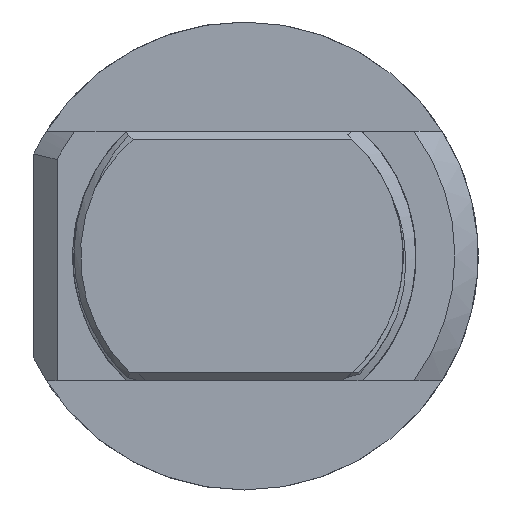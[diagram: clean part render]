
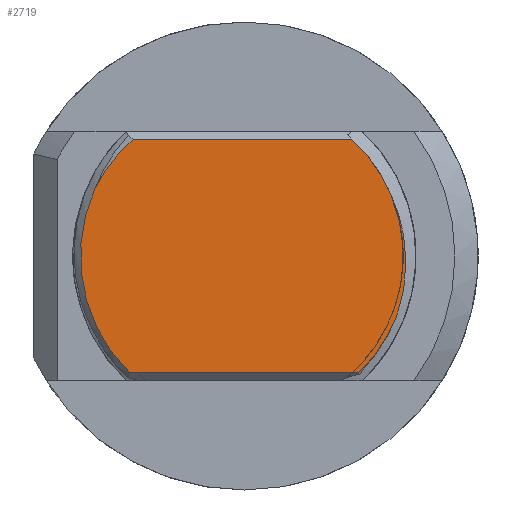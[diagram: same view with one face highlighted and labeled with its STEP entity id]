
A CAD part, left-side view. The second image highlights one B-rep face of the part: STEP entity #2719.
In plain terms, the highlighted planar face has unit normal (-1, 0, 0).
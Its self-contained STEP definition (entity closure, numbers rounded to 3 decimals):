
#236 = CARTESIAN_POINT ( 'NONE',  ( -43., -9.904, 2.689 ) ) ;
#385 = CARTESIAN_POINT ( 'NONE',  ( -43., 7.118, 7.5 ) ) ;
#560 = CARTESIAN_POINT ( 'NONE',  ( -43., -9.413, 3.899 ) ) ;
#1186 = ORIENTED_EDGE ( 'NONE', *, *, #4054, .T. ) ;
#1742 = CARTESIAN_POINT ( 'NONE',  ( -43., 7.348, -7.5 ) ) ;
#2315 = EDGE_CURVE ( 'NONE', #7998, #23966, #49908, .T. ) ;
#2526 = CARTESIAN_POINT ( 'NONE',  ( -43., 0., 0. ) ) ;
#2719 = ADVANCED_FACE ( 'NONE', ( #61278 ), #45951, .T. ) ;
#2808 = CARTESIAN_POINT ( 'NONE',  ( -43., -9.413, 3.899 ) ) ;
#4054 = EDGE_CURVE ( 'NONE', #36035, #62362, #23777, .T. ) ;
#4295 = ORIENTED_EDGE ( 'NONE', *, *, #57882, .T. ) ;
#4486 = CARTESIAN_POINT ( 'NONE',  ( -43., 7.55, 7.5 ) ) ;
#4551 = CARTESIAN_POINT ( 'NONE',  ( -43., -8.754, 5.224 ) ) ;
#5455 = CARTESIAN_POINT ( 'NONE',  ( -43., -10.138, 1.743 ) ) ;
#6201 = B_SPLINE_CURVE_WITH_KNOTS ( 'NONE', 3,
 ( #39986, #61191, #11278, #59908, #26250, #30207 ),
 .UNSPECIFIED., .F., .F.,
 ( 4, 2, 4 ),
 ( 0., 0.002, 0.004 ),
 .UNSPECIFIED. ) ;
#6222 = CARTESIAN_POINT ( 'NONE',  ( -43., -7.348, -7.5 ) ) ;
#7153 = VERTEX_POINT ( 'NONE', #385 ) ;
#7746 = DIRECTION ( 'NONE',  ( 0., 0., 1. ) ) ;
#7998 = VERTEX_POINT ( 'NONE', #1742 ) ;
#8333 = EDGE_CURVE ( 'NONE', #31348, #36035, #63319, .T. ) ;
#9080 = DIRECTION ( 'NONE',  ( 0., 1., 0. ) ) ;
#9167 = ORIENTED_EDGE ( 'NONE', *, *, #2315, .T. ) ;
#10269 = ORIENTED_EDGE ( 'NONE', *, *, #8333, .T. ) ;
#10373 = CARTESIAN_POINT ( 'NONE',  ( -43., -10.329, 0.448 ) ) ;
#10436 = CARTESIAN_POINT ( 'NONE',  ( -43., -9.271, 4.242 ) ) ;
#11226 = AXIS2_PLACEMENT_3D ( 'NONE', #23728, #42676, #47235 ) ;
#11278 = CARTESIAN_POINT ( 'NONE',  ( -43., 8.091, 6.557 ) ) ;
#14205 = EDGE_CURVE ( 'NONE', #23966, #31348, #22296, .T. ) ;
#15295 = DIRECTION ( 'NONE',  ( -1., 0., 0. ) ) ;
#15306 = CARTESIAN_POINT ( 'NONE',  ( -43., -7.914, 6.427 ) ) ;
#15886 = CARTESIAN_POINT ( 'NONE',  ( -43., -9.921, -3.415 ) ) ;
#16883 = DIRECTION ( 'NONE',  ( -1., 0., 0. ) ) ;
#17791 = ORIENTED_EDGE ( 'NONE', *, *, #14205, .T. ) ;
#19201 = AXIS2_PLACEMENT_3D ( 'NONE', #2526, #16883, #7746 ) ;
#19825 = CARTESIAN_POINT ( 'NONE',  ( -43., -9.689, 3.303 ) ) ;
#20194 = CARTESIAN_POINT ( 'NONE',  ( -43., -7.428, 6.982 ) ) ;
#20368 = CARTESIAN_POINT ( 'NONE',  ( -43., -9.818, -3.722 ) ) ;
#20914 = ORIENTED_EDGE ( 'NONE', *, *, #21877, .T. ) ;
#21877 = EDGE_CURVE ( 'NONE', #7153, #23913, #6201, .T. ) ;
#22296 = CIRCLE ( 'NONE', #19201, 10.5 ) ;
#23728 = CARTESIAN_POINT ( 'NONE',  ( -43., 0., 0. ) ) ;
#23777 = B_SPLINE_CURVE_WITH_KNOTS ( 'NONE', 3,
 ( #34881, #10436, #55436, #4551, #29660, #15306, #20194, #29989, #45325 ),
 .UNSPECIFIED., .F., .F.,
 ( 4, 2, 1, 2, 4 ),
 ( 0., 0.001, 0.002, 0.003, 0.004 ),
 .UNSPECIFIED. ) ;
#23913 = VERTEX_POINT ( 'NONE', #44769 ) ;
#23966 = VERTEX_POINT ( 'NONE', #6222 ) ;
#26250 = CARTESIAN_POINT ( 'NONE',  ( -43., 9.275, 4.91 ) ) ;
#28698 = CARTESIAN_POINT ( 'NONE',  ( -43., -7.55, -7.5 ) ) ;
#29285 = LINE ( 'NONE', #4486, #31763 ) ;
#29650 = DIRECTION ( 'NONE',  ( 0., -1., 0. ) ) ;
#29660 = CARTESIAN_POINT ( 'NONE',  ( -43., -8.366, 5.849 ) ) ;
#29989 = CARTESIAN_POINT ( 'NONE',  ( -43., -7.169, 7.249 ) ) ;
#30207 = CARTESIAN_POINT ( 'NONE',  ( -43., 9.574, 4.31 ) ) ;
#30606 = DIRECTION ( 'NONE',  ( 0., 0., 1. ) ) ;
#31348 = VERTEX_POINT ( 'NONE', #20368 ) ;
#31763 = VECTOR ( 'NONE', #9080, 1000. ) ;
#32052 = CIRCLE ( 'NONE', #11226, 10.5 ) ;
#34881 = CARTESIAN_POINT ( 'NONE',  ( -43., -9.413, 3.899 ) ) ;
#35469 = CARTESIAN_POINT ( 'NONE',  ( -43., -9.818, -3.722 ) ) ;
#36035 = VERTEX_POINT ( 'NONE', #2808 ) ;
#39718 = CARTESIAN_POINT ( 'NONE',  ( -43., -10.349, -1.174 ) ) ;
#39808 = EDGE_CURVE ( 'NONE', #62362, #7153, #29285, .T. ) ;
#39986 = CARTESIAN_POINT ( 'NONE',  ( -43., 7.118, 7.5 ) ) ;
#41671 = CARTESIAN_POINT ( 'NONE',  ( -43., -6.895, 7.5 ) ) ;
#42676 = DIRECTION ( 'NONE',  ( -1., 0., 0. ) ) ;
#43341 = AXIS2_PLACEMENT_3D ( 'NONE', #50220, #15295, #30606 ) ;
#44769 = CARTESIAN_POINT ( 'NONE',  ( -43., 9.574, 4.31 ) ) ;
#44951 = CARTESIAN_POINT ( 'NONE',  ( -43., -10.009, -3.101 ) ) ;
#45325 = CARTESIAN_POINT ( 'NONE',  ( -43., -6.895, 7.5 ) ) ;
#45535 = EDGE_LOOP ( 'NONE', ( #17791, #10269, #1186, #61655, #20914, #4295, #9167 ) ) ;
#45951 = PLANE ( 'NONE',  #43341 ) ;
#47235 = DIRECTION ( 'NONE',  ( 0., 0., 1. ) ) ;
#49908 = LINE ( 'NONE', #28698, #53869 ) ;
#50220 = CARTESIAN_POINT ( 'NONE',  ( -43., 11., 0. ) ) ;
#50491 = CARTESIAN_POINT ( 'NONE',  ( -43., -10.297, 0.775 ) ) ;
#53869 = VECTOR ( 'NONE', #29650, 1000. ) ;
#55378 = CARTESIAN_POINT ( 'NONE',  ( -43., -10.158, -2.463 ) ) ;
#55436 = CARTESIAN_POINT ( 'NONE',  ( -43., -9.11, 4.577 ) ) ;
#55692 = CARTESIAN_POINT ( 'NONE',  ( -43., -10.201, 1.423 ) ) ;
#57882 = EDGE_CURVE ( 'NONE', #23913, #7998, #32052, .T. ) ;
#59908 = CARTESIAN_POINT ( 'NONE',  ( -43., 8.919, 5.48 ) ) ;
#60603 = CARTESIAN_POINT ( 'NONE',  ( -43., -10.218, -2.14 ) ) ;
#61191 = CARTESIAN_POINT ( 'NONE',  ( -43., 7.629, 7.051 ) ) ;
#61278 = FACE_OUTER_BOUND ( 'NONE', #45535, .T. ) ;
#61655 = ORIENTED_EDGE ( 'NONE', *, *, #39808, .T. ) ;
#62362 = VERTEX_POINT ( 'NONE', #41671 ) ;
#63319 = B_SPLINE_CURVE_WITH_KNOTS ( 'NONE', 3,
 ( #35469, #15886, #44951, #55378, #60603, #39718, #64540, #10373, #50491, #55692, #5455, #236, #19825, #560 ),
 .UNSPECIFIED., .F., .F.,
 ( 4, 2, 2, 2, 2, 2, 4 ),
 ( 0.004, 0.005, 0.006, 0.008, 0.009, 0.01, 0.012 ),
 .UNSPECIFIED. ) ;
#64540 = CARTESIAN_POINT ( 'NONE',  ( -43., -10.378, -0.527 ) ) ;
